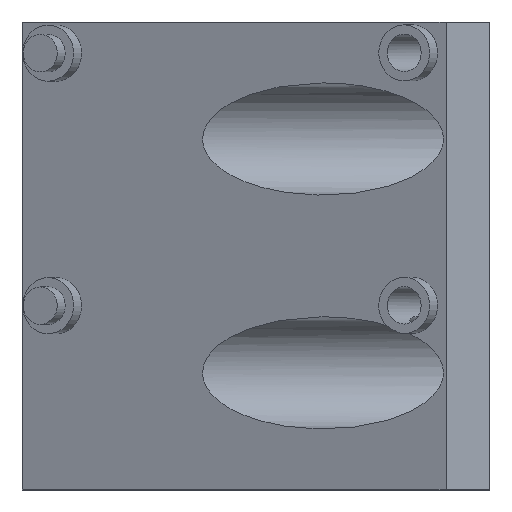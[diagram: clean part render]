
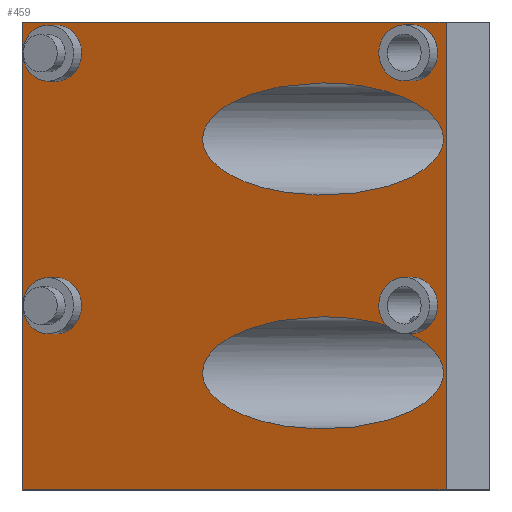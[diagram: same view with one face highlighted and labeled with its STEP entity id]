
A CAD part, top view. The second image highlights one B-rep face of the part: STEP entity #459.
In plain terms, the highlighted planar face has unit normal (-0.423, 0, 0.906).
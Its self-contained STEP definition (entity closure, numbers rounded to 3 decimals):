
#18=FACE_BOUND('',#81,.T.);
#19=FACE_BOUND('',#82,.T.);
#20=FACE_BOUND('',#83,.T.);
#21=FACE_BOUND('',#84,.T.);
#22=FACE_BOUND('',#85,.T.);
#33=PLANE('',#515);
#50=FACE_OUTER_BOUND('',#80,.T.);
#80=EDGE_LOOP('',(#345,#346,#347,#348));
#81=EDGE_LOOP('',(#349));
#82=EDGE_LOOP('',(#350));
#83=EDGE_LOOP('',(#351,#352,#353));
#84=EDGE_LOOP('',(#354));
#85=EDGE_LOOP('',(#355));
#119=CIRCLE('',#513,1.5);
#120=CIRCLE('',#516,1.5);
#121=CIRCLE('',#518,1.5);
#122=CIRCLE('',#519,1.5);
#142=LINE('',#775,#170);
#148=LINE('',#799,#176);
#149=LINE('',#801,#177);
#150=LINE('',#802,#178);
#170=VECTOR('',#583,10.);
#176=VECTOR('',#609,10.);
#177=VECTOR('',#610,10.);
#178=VECTOR('',#611,10.);
#194=ELLIPSE('',#496,7.099,3.);
#195=ELLIPSE('',#498,7.099,3.);
#202=ELLIPSE('',#517,7.099,3.);
#206=VERTEX_POINT('',#707);
#207=VERTEX_POINT('',#708);
#212=VERTEX_POINT('',#757);
#218=VERTEX_POINT('',#772);
#219=VERTEX_POINT('',#774);
#226=VERTEX_POINT('',#793);
#227=VERTEX_POINT('',#798);
#228=VERTEX_POINT('',#800);
#229=VERTEX_POINT('',#803);
#230=VERTEX_POINT('',#805);
#231=VERTEX_POINT('',#808);
#248=EDGE_CURVE('',#206,#207,#194,.T.);
#254=EDGE_CURVE('',#207,#212,#195,.T.);
#262=EDGE_CURVE('',#219,#218,#142,.T.);
#273=EDGE_CURVE('',#226,#226,#119,.T.);
#274=EDGE_CURVE('',#219,#227,#148,.T.);
#275=EDGE_CURVE('',#228,#218,#149,.T.);
#276=EDGE_CURVE('',#228,#227,#150,.T.);
#277=EDGE_CURVE('',#229,#229,#120,.T.);
#278=EDGE_CURVE('',#230,#230,#202,.T.);
#279=EDGE_CURVE('',#206,#212,#121,.T.);
#280=EDGE_CURVE('',#231,#231,#122,.T.);
#345=ORIENTED_EDGE('',*,*,#274,.F.);
#346=ORIENTED_EDGE('',*,*,#262,.T.);
#347=ORIENTED_EDGE('',*,*,#275,.F.);
#348=ORIENTED_EDGE('',*,*,#276,.T.);
#349=ORIENTED_EDGE('',*,*,#277,.T.);
#350=ORIENTED_EDGE('',*,*,#278,.F.);
#351=ORIENTED_EDGE('',*,*,#279,.T.);
#352=ORIENTED_EDGE('',*,*,#254,.F.);
#353=ORIENTED_EDGE('',*,*,#248,.F.);
#354=ORIENTED_EDGE('',*,*,#280,.T.);
#355=ORIENTED_EDGE('',*,*,#273,.T.);
#459=ADVANCED_FACE('',(#50,#18,#19,#20,#21,#22),#33,.F.);
#496=AXIS2_PLACEMENT_3D('',#709,#559,#560);
#498=AXIS2_PLACEMENT_3D('',#758,#565,#566);
#513=AXIS2_PLACEMENT_3D('',#795,#603,#604);
#515=AXIS2_PLACEMENT_3D('',#797,#607,#608);
#516=AXIS2_PLACEMENT_3D('',#804,#612,#613);
#517=AXIS2_PLACEMENT_3D('',#806,#614,#615);
#518=AXIS2_PLACEMENT_3D('',#807,#616,#617);
#519=AXIS2_PLACEMENT_3D('',#809,#618,#619);
#559=DIRECTION('center_axis',(-0.423,0.,0.906));
#560=DIRECTION('ref_axis',(-0.906,0.,-0.423));
#565=DIRECTION('center_axis',(-0.423,0.,0.906));
#566=DIRECTION('ref_axis',(-0.906,0.,-0.423));
#583=DIRECTION('',(0.,-1.,0.));
#603=DIRECTION('center_axis',(0.423,0.,-0.906));
#604=DIRECTION('ref_axis',(0.,-1.,0.));
#607=DIRECTION('center_axis',(0.423,0.,-0.906));
#608=DIRECTION('ref_axis',(-0.906,0.,-0.423));
#609=DIRECTION('',(0.906,0.,0.423));
#610=DIRECTION('',(-0.906,0.,-0.423));
#611=DIRECTION('',(0.,1.,0.));
#612=DIRECTION('center_axis',(0.423,0.,-0.906));
#613=DIRECTION('ref_axis',(0.,-1.,0.));
#614=DIRECTION('center_axis',(-0.423,0.,0.906));
#615=DIRECTION('ref_axis',(-0.906,0.,-0.423));
#616=DIRECTION('center_axis',(0.423,0.,-0.906));
#617=DIRECTION('ref_axis',(0.,-1.,0.));
#618=DIRECTION('center_axis',(0.423,0.,-0.906));
#619=DIRECTION('ref_axis',(0.,-1.,0.));
#707=CARTESIAN_POINT('',(20.105,8.592,9.375));
#708=CARTESIAN_POINT('',(16.084,9.25,7.5));
#709=CARTESIAN_POINT('Origin',(16.084,6.25,7.5));
#757=CARTESIAN_POINT('',(20.643,8.367,9.626));
#758=CARTESIAN_POINT('Origin',(16.084,6.25,7.5));
#772=CARTESIAN_POINT('',(0.,0.,0.));
#774=CARTESIAN_POINT('',(0.,25.,0.));
#775=CARTESIAN_POINT('',(0.,25.,0.));
#793=CARTESIAN_POINT('',(20.845,24.85,9.72));
#795=CARTESIAN_POINT('Origin',(20.845,23.35,9.72));
#797=CARTESIAN_POINT('Origin',(22.658,0.,10.565));
#798=CARTESIAN_POINT('',(22.658,25.,10.565));
#799=CARTESIAN_POINT('',(21.596,25.,10.071));
#800=CARTESIAN_POINT('',(22.658,0.,10.565));
#801=CARTESIAN_POINT('',(11.329,0.,5.283));
#802=CARTESIAN_POINT('',(22.658,0.,10.565));
#803=CARTESIAN_POINT('',(1.813,11.35,0.845));
#804=CARTESIAN_POINT('Origin',(1.813,9.85,0.845));
#805=CARTESIAN_POINT('',(16.084,21.75,7.5));
#806=CARTESIAN_POINT('Origin',(16.084,18.75,7.5));
#807=CARTESIAN_POINT('Origin',(20.845,9.85,9.72));
#808=CARTESIAN_POINT('',(1.813,24.85,0.845));
#809=CARTESIAN_POINT('Origin',(1.813,23.35,0.845));
